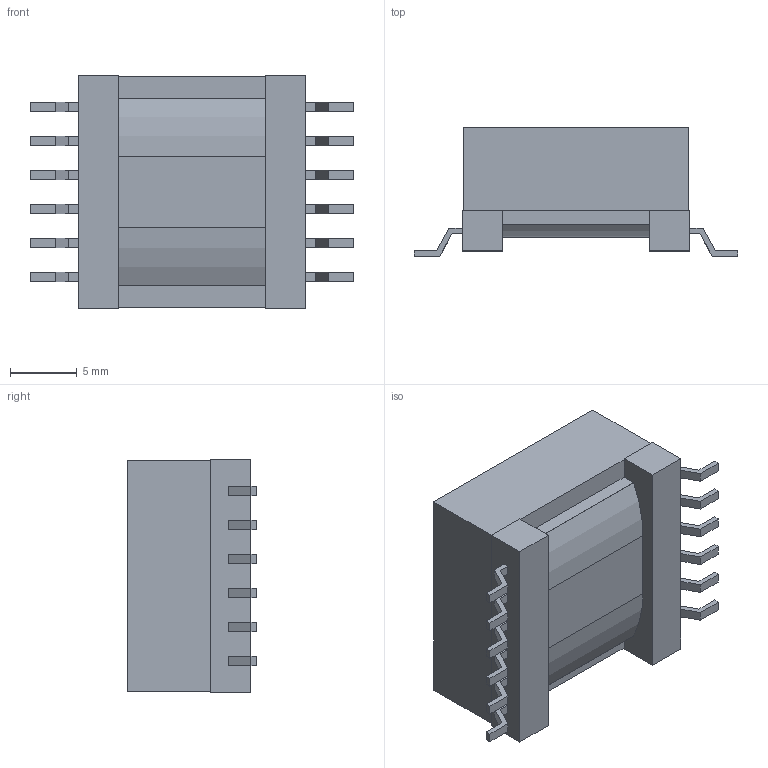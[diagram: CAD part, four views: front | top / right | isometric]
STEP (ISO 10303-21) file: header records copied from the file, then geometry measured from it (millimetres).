
FILE_DESCRIPTION(/* description */ ('STEP AP214'),/* implementation_level */ '2;1');
FILE_NAME(/* name */ 'Coilcraft-DA2033-AL_ipt_689ffbd1.STEP',/* time_stamp */ '2021-11-25T10:11:59-03:00',/* author */ (''),/* organization */ (''),/* preprocessor_version */ 'ST-DEVELOPER v18.1',/* originating_system */ 'Autodesk Inventor 2020',/* authorisation */ '');
FILE_SCHEMA (('AUTOMOTIVE_DESIGN { 1 0 10303 214 3 1 1 }'));
Length unit declared in the file: millimetre
Products named in the file (1): Coilcraft-DA2033-AL
Bounding box: 24.13 x 9.6 x 17.4 mm (x, y, z)
Volume: 2288.7 mm3; surface area: 1556.2 mm2
Topology: 1 solids, 1 shells, 538 faces, 1349 edges, 855 vertices
Faces by surface type: plane 284, bspline 250, cylinder 4
Entity records: 22881 total; most frequent: CARTESIAN_POINT 11181, ORIENTED_EDGE 2698, DIRECTION 1449, EDGE_CURVE 1349, VERTEX_POINT 855, LINE 839, VECTOR 839, EDGE_LOOP 580
